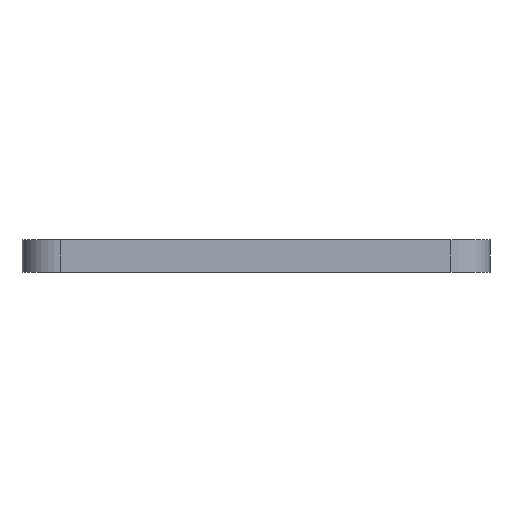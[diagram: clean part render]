
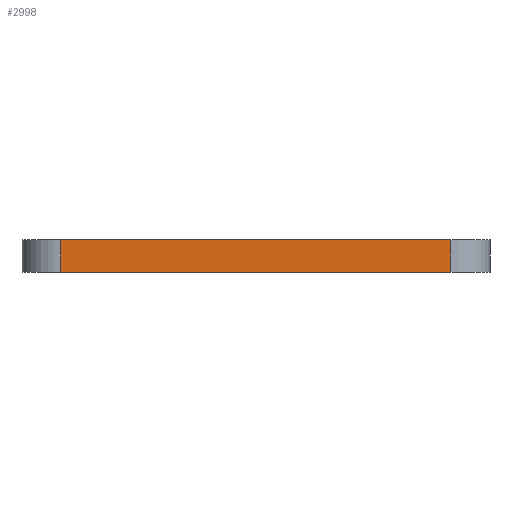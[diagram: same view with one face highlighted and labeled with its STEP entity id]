
A CAD part, left-side view. The second image highlights one B-rep face of the part: STEP entity #2998.
In plain terms, the highlighted planar face has unit normal (-1, 0, 0).
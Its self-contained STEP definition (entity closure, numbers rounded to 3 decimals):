
#55 = CYLINDRICAL_SURFACE('',#56,1.905);
#56 = AXIS2_PLACEMENT_3D('',#57,#58,#59);
#57 = CARTESIAN_POINT('',(-23.495,9.525,0.));
#58 = DIRECTION('',(-0.,-0.,-1.));
#59 = DIRECTION('',(1.,0.,-0.));
#83 = PLANE('',#84);
#84 = AXIS2_PLACEMENT_3D('',#85,#86,#87);
#85 = CARTESIAN_POINT('',(0.,0.,1.6));
#86 = DIRECTION('',(-0.,-0.,-1.));
#87 = DIRECTION('',(-1.,0.,0.));
#137 = PLANE('',#138);
#138 = AXIS2_PLACEMENT_3D('',#139,#140,#141);
#139 = CARTESIAN_POINT('',(0.,0.,0.));
#140 = DIRECTION('',(-0.,-0.,-1.));
#141 = DIRECTION('',(-1.,0.,0.));
#154 = VERTEX_POINT('',#155);
#155 = CARTESIAN_POINT('',(-25.4,9.525,1.6));
#181 = EDGE_CURVE('',#182,#154,#184,.T.);
#182 = VERTEX_POINT('',#183);
#183 = CARTESIAN_POINT('',(-25.4,9.525,0.));
#184 = SURFACE_CURVE('',#185,(#189,#196),.PCURVE_S1.);
#185 = LINE('',#186,#187);
#186 = CARTESIAN_POINT('',(-25.4,9.525,0.));
#187 = VECTOR('',#188,1.);
#188 = DIRECTION('',(0.,0.,1.));
#189 = PCURVE('',#55,#190);
#190 = DEFINITIONAL_REPRESENTATION('',(#191),#195);
#191 = LINE('',#192,#193);
#192 = CARTESIAN_POINT('',(-3.142,0.));
#193 = VECTOR('',#194,1.);
#194 = DIRECTION('',(-0.,-1.));
#195 = ( GEOMETRIC_REPRESENTATION_CONTEXT(2) 
PARAMETRIC_REPRESENTATION_CONTEXT() REPRESENTATION_CONTEXT('2D SPACE',''
  ) );
#196 = PCURVE('',#197,#202);
#197 = PLANE('',#198);
#198 = AXIS2_PLACEMENT_3D('',#199,#200,#201);
#199 = CARTESIAN_POINT('',(-25.4,-9.525,0.));
#200 = DIRECTION('',(-1.,0.,0.));
#201 = DIRECTION('',(0.,1.,0.));
#202 = DEFINITIONAL_REPRESENTATION('',(#203),#207);
#203 = LINE('',#204,#205);
#204 = CARTESIAN_POINT('',(19.05,0.));
#205 = VECTOR('',#206,1.);
#206 = DIRECTION('',(0.,-1.));
#207 = ( GEOMETRIC_REPRESENTATION_CONTEXT(2) 
PARAMETRIC_REPRESENTATION_CONTEXT() REPRESENTATION_CONTEXT('2D SPACE',''
  ) );
#411 = VERTEX_POINT('',#412);
#412 = CARTESIAN_POINT('',(-25.4,-9.525,0.));
#431 = CYLINDRICAL_SURFACE('',#432,1.905);
#432 = AXIS2_PLACEMENT_3D('',#433,#434,#435);
#433 = CARTESIAN_POINT('',(-23.495,-9.525,0.));
#434 = DIRECTION('',(-0.,-0.,-1.));
#435 = DIRECTION('',(1.,0.,-0.));
#443 = EDGE_CURVE('',#411,#182,#444,.T.);
#444 = SURFACE_CURVE('',#445,(#449,#456),.PCURVE_S1.);
#445 = LINE('',#446,#447);
#446 = CARTESIAN_POINT('',(-25.4,-9.525,0.));
#447 = VECTOR('',#448,1.);
#448 = DIRECTION('',(0.,1.,0.));
#449 = PCURVE('',#137,#450);
#450 = DEFINITIONAL_REPRESENTATION('',(#451),#455);
#451 = LINE('',#452,#453);
#452 = CARTESIAN_POINT('',(25.4,-9.525));
#453 = VECTOR('',#454,1.);
#454 = DIRECTION('',(0.,1.));
#455 = ( GEOMETRIC_REPRESENTATION_CONTEXT(2) 
PARAMETRIC_REPRESENTATION_CONTEXT() REPRESENTATION_CONTEXT('2D SPACE',''
  ) );
#456 = PCURVE('',#197,#457);
#457 = DEFINITIONAL_REPRESENTATION('',(#458),#462);
#458 = LINE('',#459,#460);
#459 = CARTESIAN_POINT('',(0.,0.));
#460 = VECTOR('',#461,1.);
#461 = DIRECTION('',(1.,0.));
#462 = ( GEOMETRIC_REPRESENTATION_CONTEXT(2) 
PARAMETRIC_REPRESENTATION_CONTEXT() REPRESENTATION_CONTEXT('2D SPACE',''
  ) );
#1840 = VERTEX_POINT('',#1841);
#1841 = CARTESIAN_POINT('',(-25.4,-9.525,1.6));
#1867 = EDGE_CURVE('',#1840,#154,#1868,.T.);
#1868 = SURFACE_CURVE('',#1869,(#1873,#1880),.PCURVE_S1.);
#1869 = LINE('',#1870,#1871);
#1870 = CARTESIAN_POINT('',(-25.4,-9.525,1.6));
#1871 = VECTOR('',#1872,1.);
#1872 = DIRECTION('',(0.,1.,0.));
#1873 = PCURVE('',#83,#1874);
#1874 = DEFINITIONAL_REPRESENTATION('',(#1875),#1879);
#1875 = LINE('',#1876,#1877);
#1876 = CARTESIAN_POINT('',(25.4,-9.525));
#1877 = VECTOR('',#1878,1.);
#1878 = DIRECTION('',(0.,1.));
#1879 = ( GEOMETRIC_REPRESENTATION_CONTEXT(2) 
PARAMETRIC_REPRESENTATION_CONTEXT() REPRESENTATION_CONTEXT('2D SPACE',''
  ) );
#1880 = PCURVE('',#197,#1881);
#1881 = DEFINITIONAL_REPRESENTATION('',(#1882),#1886);
#1882 = LINE('',#1883,#1884);
#1883 = CARTESIAN_POINT('',(0.,-1.6));
#1884 = VECTOR('',#1885,1.);
#1885 = DIRECTION('',(1.,0.));
#1886 = ( GEOMETRIC_REPRESENTATION_CONTEXT(2) 
PARAMETRIC_REPRESENTATION_CONTEXT() REPRESENTATION_CONTEXT('2D SPACE',''
  ) );
#2998 = ADVANCED_FACE('',(#2999),#197,.T.);
#2999 = FACE_BOUND('',#3000,.T.);
#3000 = EDGE_LOOP('',(#3001,#3022,#3023,#3024));
#3001 = ORIENTED_EDGE('',*,*,#3002,.T.);
#3002 = EDGE_CURVE('',#411,#1840,#3003,.T.);
#3003 = SURFACE_CURVE('',#3004,(#3008,#3015),.PCURVE_S1.);
#3004 = LINE('',#3005,#3006);
#3005 = CARTESIAN_POINT('',(-25.4,-9.525,0.));
#3006 = VECTOR('',#3007,1.);
#3007 = DIRECTION('',(0.,0.,1.));
#3008 = PCURVE('',#197,#3009);
#3009 = DEFINITIONAL_REPRESENTATION('',(#3010),#3014);
#3010 = LINE('',#3011,#3012);
#3011 = CARTESIAN_POINT('',(0.,0.));
#3012 = VECTOR('',#3013,1.);
#3013 = DIRECTION('',(0.,-1.));
#3014 = ( GEOMETRIC_REPRESENTATION_CONTEXT(2) 
PARAMETRIC_REPRESENTATION_CONTEXT() REPRESENTATION_CONTEXT('2D SPACE',''
  ) );
#3015 = PCURVE('',#431,#3016);
#3016 = DEFINITIONAL_REPRESENTATION('',(#3017),#3021);
#3017 = LINE('',#3018,#3019);
#3018 = CARTESIAN_POINT('',(-3.142,0.));
#3019 = VECTOR('',#3020,1.);
#3020 = DIRECTION('',(-0.,-1.));
#3021 = ( GEOMETRIC_REPRESENTATION_CONTEXT(2) 
PARAMETRIC_REPRESENTATION_CONTEXT() REPRESENTATION_CONTEXT('2D SPACE',''
  ) );
#3022 = ORIENTED_EDGE('',*,*,#1867,.T.);
#3023 = ORIENTED_EDGE('',*,*,#181,.F.);
#3024 = ORIENTED_EDGE('',*,*,#443,.F.);
